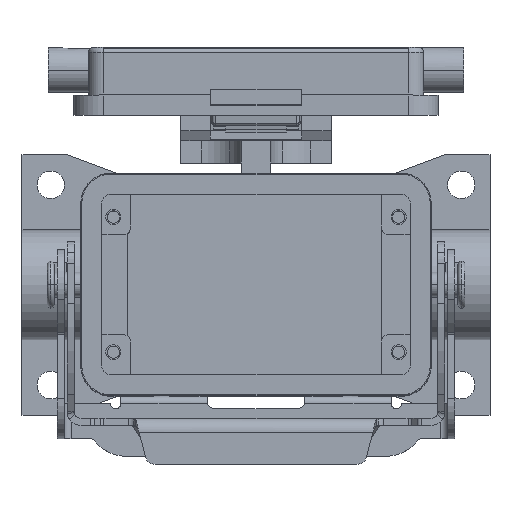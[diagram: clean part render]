
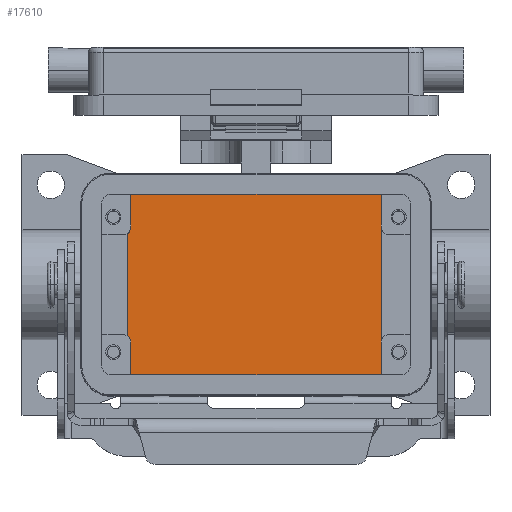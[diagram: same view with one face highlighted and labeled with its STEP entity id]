
A CAD part, top view. The second image highlights one B-rep face of the part: STEP entity #17610.
In plain terms, the highlighted planar face has unit normal (0, 0, 1).
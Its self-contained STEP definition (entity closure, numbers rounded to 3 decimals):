
#17537=CARTESIAN_POINT('',(0.,0.,-46.0));
#17538=DIRECTION('',(0.0,0.0,1.0));
#17539=DIRECTION('',(1.0,0.0,0.0));
#17540=AXIS2_PLACEMENT_3D('',#17537,#17538,#17539);
#17541=PLANE('',#17540);
#17542=CARTESIAN_POINT('',(-25.75,10.201,-46.0));
#17543=VERTEX_POINT('',#17542);
#17544=CARTESIAN_POINT('',(-25.75,-10.201,-46.0));
#17545=VERTEX_POINT('',#17544);
#17546=CARTESIAN_POINT('',(-25.75,10.201,-46.0));
#17547=DIRECTION('',(0.0,-1.0,0.0));
#17548=VECTOR('',#17547,20.402);
#17549=LINE('',#17546,#17548);
#17550=EDGE_CURVE('',#17543,#17545,#17549,.T.);
#17551=ORIENTED_EDGE('',*,*,#17550,.T.);
#17552=CARTESIAN_POINT('',(-25.0,-11.5,-46.0));
#17553=VERTEX_POINT('',#17552);
#17554=CARTESIAN_POINT('',(-26.5,-11.5,-46.0));
#17555=DIRECTION('',(0.0,0.0,-1.0));
#17556=DIRECTION('',(-1.0,0.0,0.0));
#17557=AXIS2_PLACEMENT_3D('',#17554,#17555,#17556);
#17558=CIRCLE('',#17557,1.5);
#17559=EDGE_CURVE('',#17545,#17553,#17558,.T.);
#17560=ORIENTED_EDGE('',*,*,#17559,.T.);
#17561=CARTESIAN_POINT('',(-25.0,-18.25,-46.0));
#17562=VERTEX_POINT('',#17561);
#17563=CARTESIAN_POINT('',(-25.0,-11.5,-46.0));
#17564=DIRECTION('',(0.0,-1.0,0.0));
#17565=VECTOR('',#17564,6.75);
#17566=LINE('',#17563,#17565);
#17567=EDGE_CURVE('',#17553,#17562,#17566,.T.);
#17568=ORIENTED_EDGE('',*,*,#17567,.T.);
#17569=CARTESIAN_POINT('',(25.0,-18.25,-46.0));
#17570=VERTEX_POINT('',#17569);
#17571=CARTESIAN_POINT('',(-25.0,-18.25,-46.0));
#17572=DIRECTION('',(1.0,0.0,0.0));
#17573=VECTOR('',#17572,50.0);
#17574=LINE('',#17571,#17573);
#17575=EDGE_CURVE('',#17562,#17570,#17574,.T.);
#17576=ORIENTED_EDGE('',*,*,#17575,.T.);
#17577=CARTESIAN_POINT('',(25.,18.25,-46.0));
#17578=VERTEX_POINT('',#17577);
#17579=CARTESIAN_POINT('',(25.0,-18.25,-46.0));
#17580=DIRECTION('',(0.0,1.0,0.0));
#17581=VECTOR('',#17580,36.5);
#17582=LINE('',#17579,#17581);
#17583=EDGE_CURVE('',#17570,#17578,#17582,.T.);
#17584=ORIENTED_EDGE('',*,*,#17583,.T.);
#17585=CARTESIAN_POINT('',(-25.0,18.25,-46.0));
#17586=VERTEX_POINT('',#17585);
#17587=CARTESIAN_POINT('',(25.,18.25,-46.0));
#17588=DIRECTION('',(-1.0,0.0,0.0));
#17589=VECTOR('',#17588,50.);
#17590=LINE('',#17587,#17589);
#17591=EDGE_CURVE('',#17578,#17586,#17590,.T.);
#17592=ORIENTED_EDGE('',*,*,#17591,.T.);
#17593=CARTESIAN_POINT('',(-25.,11.5,-46.0));
#17594=VERTEX_POINT('',#17593);
#17595=CARTESIAN_POINT('',(-25.0,18.25,-46.0));
#17596=DIRECTION('',(0.0,-1.0,0.0));
#17597=VECTOR('',#17596,6.75);
#17598=LINE('',#17595,#17597);
#17599=EDGE_CURVE('',#17586,#17594,#17598,.T.);
#17600=ORIENTED_EDGE('',*,*,#17599,.T.);
#17601=CARTESIAN_POINT('',(-26.5,11.5,-46.0));
#17602=DIRECTION('',(0.0,0.0,-1.0));
#17603=DIRECTION('',(0.0,-1.0,0.0));
#17604=AXIS2_PLACEMENT_3D('',#17601,#17602,#17603);
#17605=CIRCLE('',#17604,1.5);
#17606=EDGE_CURVE('',#17594,#17543,#17605,.T.);
#17607=ORIENTED_EDGE('',*,*,#17606,.T.);
#17608=EDGE_LOOP('',(#17551,#17560,#17568,#17576,#17584,#17592,#17600,#17607));
#17609=FACE_OUTER_BOUND('',#17608,.T.);
#17610=ADVANCED_FACE('',(#17609),#17541,.T.);
